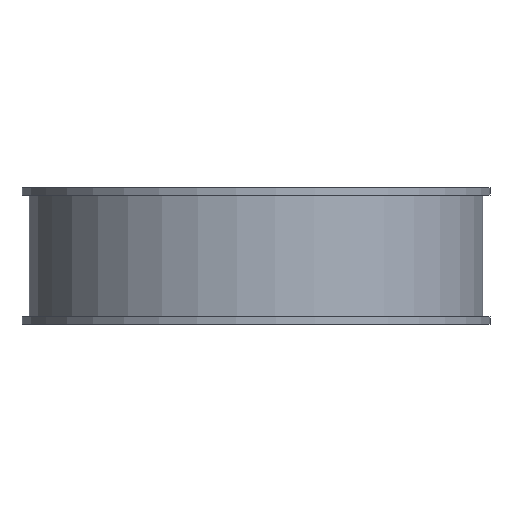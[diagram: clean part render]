
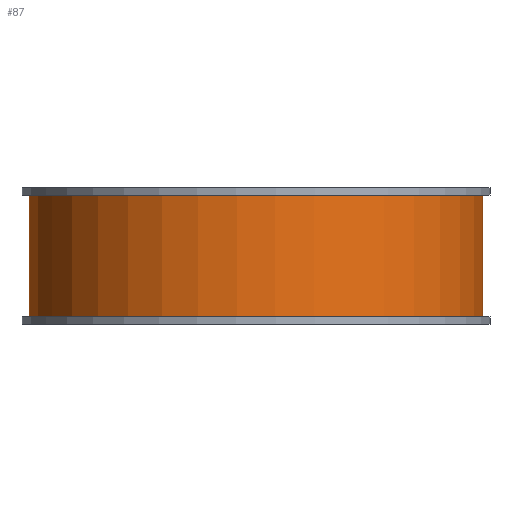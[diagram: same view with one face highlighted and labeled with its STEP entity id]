
A CAD part, front view. The second image highlights one B-rep face of the part: STEP entity #87.
In plain terms, the highlighted cylindrical face has radius 46.55 mm (diameter 93.1 mm), a partial arc.
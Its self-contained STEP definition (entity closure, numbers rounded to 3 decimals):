
#87 = ADVANCED_FACE( '', ( #126 ), #127, .T. );
#126 = FACE_OUTER_BOUND( '', #178, .T. );
#127 = CYLINDRICAL_SURFACE( '', #179, 46.55 );
#178 = EDGE_LOOP( '', ( #322, #323, #324, #325 ) );
#179 = AXIS2_PLACEMENT_3D( '', #326, #327, #328 );
#322 = ORIENTED_EDGE( '', *, *, #455, .T. );
#323 = ORIENTED_EDGE( '', *, *, #484, .F. );
#324 = ORIENTED_EDGE( '', *, *, #485, .F. );
#325 = ORIENTED_EDGE( '', *, *, #486, .T. );
#326 = CARTESIAN_POINT( '', ( 0., 0., 14. ) );
#327 = DIRECTION( '', ( 0., 0., 1. ) );
#328 = DIRECTION( '', ( 0.107, 0.994, 0. ) );
#455 = EDGE_CURVE( '', #537, #550, #552, .T. );
#484 = EDGE_CURVE( '', #597, #550, #599, .T. );
#485 = EDGE_CURVE( '', #600, #597, #601, .T. );
#486 = EDGE_CURVE( '', #600, #537, #602, .T. );
#537 = VERTEX_POINT( '', #674 );
#550 = VERTEX_POINT( '', #690 );
#552 = CIRCLE( '', #692, 46.55 );
#597 = VERTEX_POINT( '', #754 );
#599 = LINE( '', #756, #757 );
#600 = VERTEX_POINT( '', #758 );
#601 = CIRCLE( '', #759, 46.55 );
#602 = LINE( '', #760, #761 );
#674 = CARTESIAN_POINT( '', ( -6.576, 46.083, -12.5 ) );
#690 = CARTESIAN_POINT( '', ( 6.576, 46.083, -12.5 ) );
#692 = AXIS2_PLACEMENT_3D( '', #829, #830, #831 );
#754 = CARTESIAN_POINT( '', ( 6.576, 46.083, 12.5 ) );
#756 = CARTESIAN_POINT( '', ( 6.576, 46.083, 14. ) );
#757 = VECTOR( '', #882, 1000. );
#758 = CARTESIAN_POINT( '', ( -6.576, 46.083, 12.5 ) );
#759 = AXIS2_PLACEMENT_3D( '', #883, #884, #885 );
#760 = CARTESIAN_POINT( '', ( -6.576, 46.083, 14. ) );
#761 = VECTOR( '', #886, 1000. );
#829 = CARTESIAN_POINT( '', ( 0., 0., -12.5 ) );
#830 = DIRECTION( '', ( 0., 0., 1. ) );
#831 = DIRECTION( '', ( 1., 0., 0. ) );
#882 = DIRECTION( '', ( 0., 0., -1. ) );
#883 = CARTESIAN_POINT( '', ( 0., 0., 12.5 ) );
#884 = DIRECTION( '', ( 0., 0., 1. ) );
#885 = DIRECTION( '', ( 1., 0., 0. ) );
#886 = DIRECTION( '', ( 0., 0., -1. ) );
